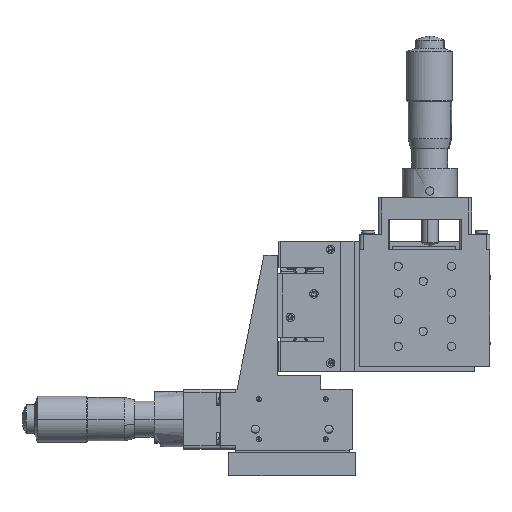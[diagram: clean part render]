
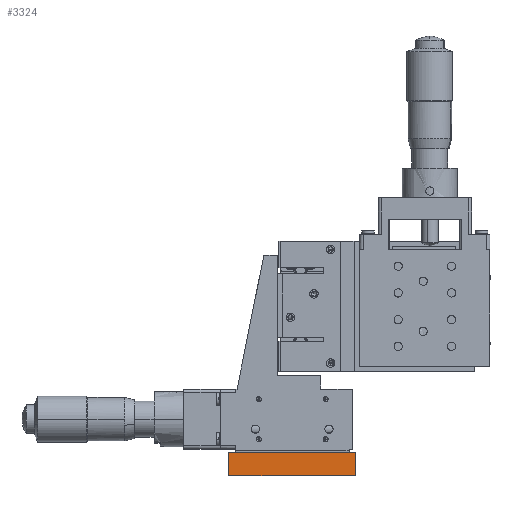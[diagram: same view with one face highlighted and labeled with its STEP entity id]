
A CAD part, front view. The second image highlights one B-rep face of the part: STEP entity #3324.
In plain terms, the highlighted free-form (B-spline) face has degree [1, 1] with [2, 2] control points.
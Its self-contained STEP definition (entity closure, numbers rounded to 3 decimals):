
#750=B_SPLINE_SURFACE_WITH_KNOTS('',1,1,((#105108,#105109),(#105110,#105111)),
 .UNSPECIFIED.,.F.,.F.,.F.,(2,2),(2,2),(-0.82,7.82),(-9.12,99.12),
 .UNSPECIFIED.);
#752=B_SPLINE_SURFACE_WITH_KNOTS('',1,1,((#105116,#105117),(#105118,#105119)),
 .UNSPECIFIED.,.F.,.F.,.F.,(2,2),(2,2),(-7.82,0.82),(-99.12,
9.12),.UNSPECIFIED.);
#753=B_SPLINE_SURFACE_WITH_KNOTS('',1,1,((#105372,#105373),(#105374,#105375)),
 .UNSPECIFIED.,.F.,.F.,.F.,(2,2),(2,2),(-46.42,-30.58),
(-22.92,22.92),.UNSPECIFIED.);
#758=B_SPLINE_SURFACE_WITH_KNOTS('',1,1,((#105536,#105537),(#105538,#105539)),
 .UNSPECIFIED.,.F.,.F.,.F.,(2,2),(2,2),(-0.82,7.82),(-3.92,
41.92),.UNSPECIFIED.);
#760=B_SPLINE_SURFACE_WITH_KNOTS('',1,1,((#105544,#105545),(#105546,#105547)),
 .UNSPECIFIED.,.F.,.F.,.F.,(2,2),(2,2),(-22.92,22.92),
(-54.12,54.12),.UNSPECIFIED.);
#3324=ADVANCED_FACE('',(#5097),#758,.T.);
#5097=FACE_OUTER_BOUND('',#7004,.T.);
#7004=EDGE_LOOP('',(#13212,#13213,#13214,#13215));
#13212=ORIENTED_EDGE('',*,*,#54056,.F.);
#13213=ORIENTED_EDGE('',*,*,#54018,.F.);
#13214=ORIENTED_EDGE('',*,*,#54084,.T.);
#13215=ORIENTED_EDGE('',*,*,#54027,.F.);
#22411=PCURVE('',#750,#31757);
#22425=PCURVE('',#752,#31771);
#22500=PCURVE('',#753,#31846);
#22558=PCURVE('',#758,#31904);
#22559=PCURVE('',#758,#31905);
#22560=PCURVE('',#758,#31906);
#22561=PCURVE('',#758,#31907);
#22566=PCURVE('',#760,#31912);
#31757=DEFINITIONAL_REPRESENTATION('',(#41605),#151024);
#31771=DEFINITIONAL_REPRESENTATION('',(#41624),#151024);
#31846=DEFINITIONAL_REPRESENTATION('',(#41716),#151024);
#31904=DEFINITIONAL_REPRESENTATION('',(#41790),#151024);
#31905=DEFINITIONAL_REPRESENTATION('',(#41791),#151024);
#31906=DEFINITIONAL_REPRESENTATION('',(#41793),#151024);
#31907=DEFINITIONAL_REPRESENTATION('',(#41794),#151024);
#31912=DEFINITIONAL_REPRESENTATION('',(#41800),#151024);
#41604=B_SPLINE_CURVE_WITH_KNOTS('',1,(#132785,#132786),.UNSPECIFIED.,.F.,
 .F.,(2,2),(0.,7.),.UNSPECIFIED.);
#41605=B_SPLINE_CURVE_WITH_KNOTS('',1,(#132787,#132788),.UNSPECIFIED.,.F.,
 .F.,(2,2),(0.,7.),.UNSPECIFIED.);
#41623=B_SPLINE_CURVE_WITH_KNOTS('',1,(#132843,#132844),.UNSPECIFIED.,.F.,
 .F.,(2,2),(-7.,0.),.UNSPECIFIED.);
#41624=B_SPLINE_CURVE_WITH_KNOTS('',1,(#132845,#132846),.UNSPECIFIED.,.F.,
 .F.,(2,2),(-7.,0.),.UNSPECIFIED.);
#41715=B_SPLINE_CURVE_WITH_KNOTS('',1,(#133071,#133072),.UNSPECIFIED.,.F.,
 .F.,(2,2),(-38.,0.),.UNSPECIFIED.);
#41716=B_SPLINE_CURVE_WITH_KNOTS('',1,(#133073,#133074),.UNSPECIFIED.,.F.,
 .F.,(2,2),(-38.,0.),.UNSPECIFIED.);
#41790=B_SPLINE_CURVE_WITH_KNOTS('',1,(#133272,#133273),.UNSPECIFIED.,.F.,
 .F.,(2,2),(-38.,0.),.UNSPECIFIED.);
#41791=B_SPLINE_CURVE_WITH_KNOTS('',1,(#133274,#133275),.UNSPECIFIED.,.F.,
 .F.,(2,2),(0.,7.),.UNSPECIFIED.);
#41792=B_SPLINE_CURVE_WITH_KNOTS('',1,(#133276,#133277),.UNSPECIFIED.,.F.,
 .F.,(2,2),(0.,38.),.UNSPECIFIED.);
#41793=B_SPLINE_CURVE_WITH_KNOTS('',1,(#133278,#133279),.UNSPECIFIED.,.F.,
 .F.,(2,2),(0.,38.),.UNSPECIFIED.);
#41794=B_SPLINE_CURVE_WITH_KNOTS('',1,(#133280,#133281),.UNSPECIFIED.,.F.,
 .F.,(2,2),(-7.,0.),.UNSPECIFIED.);
#41800=B_SPLINE_CURVE_WITH_KNOTS('',1,(#133292,#133293),.UNSPECIFIED.,.F.,
 .F.,(2,2),(0.,38.),.UNSPECIFIED.);
#49046=SURFACE_CURVE('',#41604,(#22411,#22559),.PCURVE_S1.);
#49055=SURFACE_CURVE('',#41623,(#22425,#22561),.PCURVE_S1.);
#49084=SURFACE_CURVE('',#41715,(#22500,#22558),.PCURVE_S1.);
#49112=SURFACE_CURVE('',#41792,(#22560,#22566),.PCURVE_S1.);
#54018=EDGE_CURVE('',#62182,#62183,#49046,.T.);
#54027=EDGE_CURVE('',#62189,#62190,#49055,.T.);
#54056=EDGE_CURVE('',#62183,#62189,#49084,.T.);
#54084=EDGE_CURVE('',#62182,#62190,#49112,.T.);
#62182=VERTEX_POINT('',#116832);
#62183=VERTEX_POINT('',#116833);
#62189=VERTEX_POINT('',#116839);
#62190=VERTEX_POINT('',#116840);
#105108=CARTESIAN_POINT('',(19.358,-53.982,8.381));
#105109=CARTESIAN_POINT('',(19.358,54.258,8.381));
#105110=CARTESIAN_POINT('',(19.358,-53.982,-0.259));
#105111=CARTESIAN_POINT('',(19.358,54.258,-0.259));
#105116=CARTESIAN_POINT('',(-18.642,-53.982,-0.259));
#105117=CARTESIAN_POINT('',(-18.642,54.258,-0.259));
#105118=CARTESIAN_POINT('',(-18.642,-53.982,8.381));
#105119=CARTESIAN_POINT('',(-18.642,54.258,8.381));
#105372=CARTESIAN_POINT('',(-22.562,-46.282,0.561));
#105373=CARTESIAN_POINT('',(23.278,-46.282,0.561));
#105374=CARTESIAN_POINT('',(-22.562,-30.442,0.561));
#105375=CARTESIAN_POINT('',(23.278,-30.442,0.561));
#105536=CARTESIAN_POINT('',(-22.562,-44.862,8.381));
#105537=CARTESIAN_POINT('',(23.278,-44.862,8.381));
#105538=CARTESIAN_POINT('',(-22.562,-44.862,-0.259));
#105539=CARTESIAN_POINT('',(23.278,-44.862,-0.259));
#105544=CARTESIAN_POINT('',(-22.562,-53.982,7.561));
#105545=CARTESIAN_POINT('',(-22.562,54.258,7.561));
#105546=CARTESIAN_POINT('',(23.278,-53.982,7.561));
#105547=CARTESIAN_POINT('',(23.278,54.258,7.561));
#116832=CARTESIAN_POINT('',(19.358,-44.862,7.561));
#116833=CARTESIAN_POINT('',(19.358,-44.862,0.561));
#116839=CARTESIAN_POINT('',(-18.642,-44.862,0.561));
#116840=CARTESIAN_POINT('',(-18.642,-44.862,7.561));
#132785=CARTESIAN_POINT('',(19.358,-44.862,7.561));
#132786=CARTESIAN_POINT('',(19.358,-44.862,0.561));
#132787=CARTESIAN_POINT('',(0.,0.));
#132788=CARTESIAN_POINT('',(7.,0.));
#132843=CARTESIAN_POINT('',(-18.642,-44.862,0.561));
#132844=CARTESIAN_POINT('',(-18.642,-44.862,7.561));
#132845=CARTESIAN_POINT('',(-7.,-90.));
#132846=CARTESIAN_POINT('',(0.,-90.));
#133071=CARTESIAN_POINT('',(19.358,-44.862,0.561));
#133072=CARTESIAN_POINT('',(-18.642,-44.862,0.561));
#133073=CARTESIAN_POINT('',(-45.,19.));
#133074=CARTESIAN_POINT('',(-45.,-19.));
#133272=CARTESIAN_POINT('',(7.,38.));
#133273=CARTESIAN_POINT('',(7.,0.));
#133274=CARTESIAN_POINT('',(0.,38.));
#133275=CARTESIAN_POINT('',(7.,38.));
#133276=CARTESIAN_POINT('',(19.358,-44.862,7.561));
#133277=CARTESIAN_POINT('',(-18.642,-44.862,7.561));
#133278=CARTESIAN_POINT('',(0.,38.));
#133279=CARTESIAN_POINT('',(0.,0.));
#133280=CARTESIAN_POINT('',(7.,0.));
#133281=CARTESIAN_POINT('',(0.,0.));
#133292=CARTESIAN_POINT('',(19.,-45.));
#133293=CARTESIAN_POINT('',(-19.,-45.));
#151024=(
GEOMETRIC_REPRESENTATION_CONTEXT(2)
PARAMETRIC_REPRESENTATION_CONTEXT()
REPRESENTATION_CONTEXT('pspace','')
);
